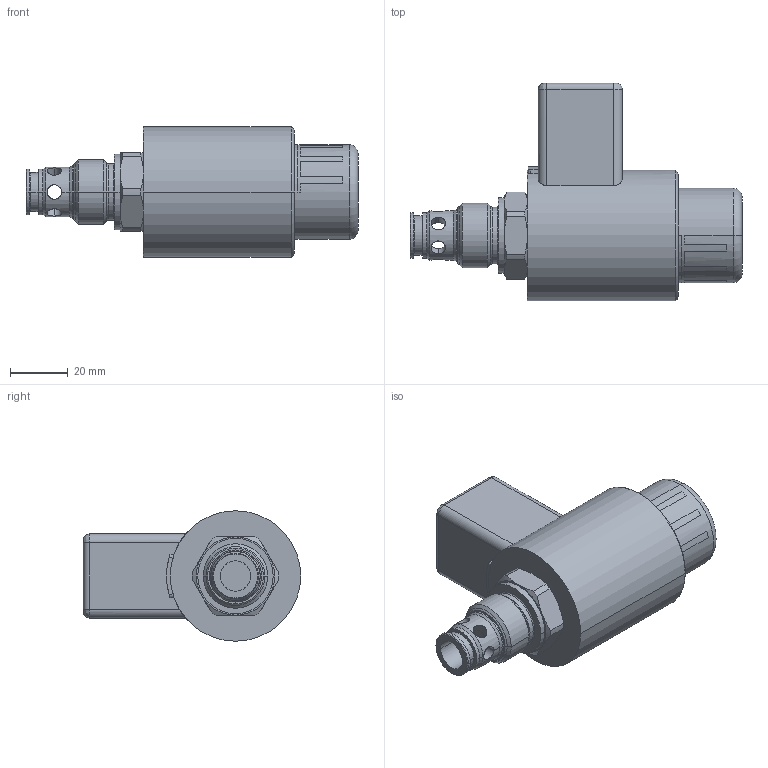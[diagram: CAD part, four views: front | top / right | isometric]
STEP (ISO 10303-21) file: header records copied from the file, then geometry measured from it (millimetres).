
FILE_DESCRIPTION((''),'2;1');
FILE_NAME('SD3E_B2_H','2011-03-14T',('tvatras'),(''),'PRO/ENGINEER BY PARAMETRIC TECHNOLOGY CORPORATION, 2010180','PRO/ENGINEER BY PARAMETRIC TECHNOLOGY CORPORATION, 2010180','');
FILE_SCHEMA(('CONFIG_CONTROL_DESIGN'));
Length unit declared in the file: millimetre
Products named in the file (1): SD3E_B2_H
Bounding box: 114.5 x 75 x 45 mm (x, y, z)
Volume: 139975 mm3; surface area: 20313.7 mm2
Topology: 1 solids, 4 shells, 123 faces, 334 edges, 219 vertices
Faces by surface type: cylinder 57, plane 26, cone 24, torus 12, bspline 4
Entity records: 4416 total; most frequent: CARTESIAN_POINT 1242, DIRECTION 668, ORIENTED_EDGE 654, EDGE_CURVE 331, AXIS2_PLACEMENT_3D 277, VERTEX_POINT 217, CIRCLE 156, EDGE_LOOP 140
